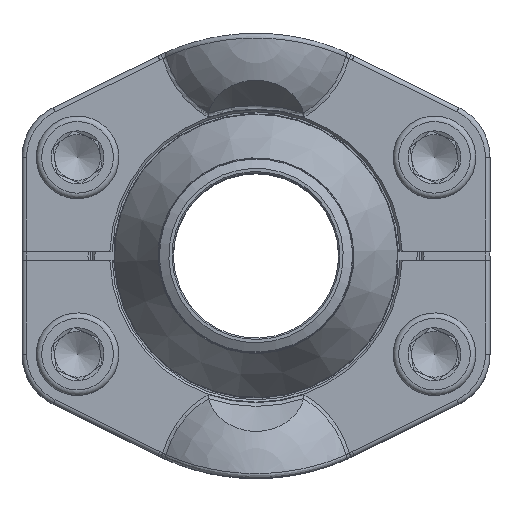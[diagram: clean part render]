
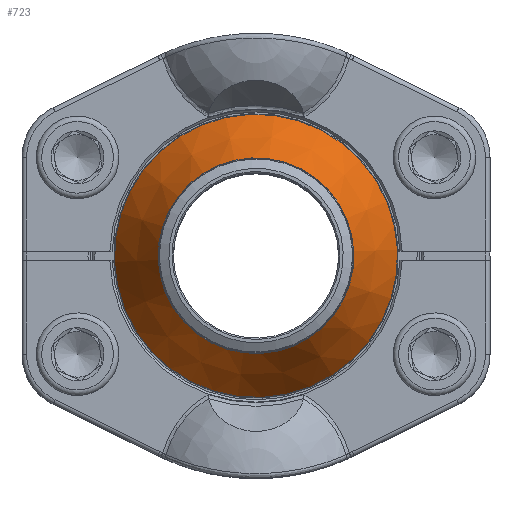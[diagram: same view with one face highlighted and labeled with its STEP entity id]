
A CAD part, top view. The second image highlights one B-rep face of the part: STEP entity #723.
In plain terms, the highlighted conical face has half-angle 29.962 degrees and reference radius 31 mm.
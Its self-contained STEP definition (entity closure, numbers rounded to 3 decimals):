
#319=CONICAL_SURFACE('',#3374,31.,29.962);
#471=FACE_BOUND('',#1141,.T.);
#472=FACE_BOUND('',#1142,.T.);
#723=ADVANCED_FACE('',(#471,#472),#319,.T.);
#1141=EDGE_LOOP('',(#1837));
#1142=EDGE_LOOP('',(#1838));
#1448=CIRCLE('',#3372,21.334);
#1449=CIRCLE('',#3373,30.866);
#1837=ORIENTED_EDGE('',*,*,#2789,.T.);
#1838=ORIENTED_EDGE('',*,*,#2790,.T.);
#2483=VERTEX_POINT('',#5123);
#2484=VERTEX_POINT('',#5125);
#2789=EDGE_CURVE('',#2483,#2483,#1448,.T.);
#2790=EDGE_CURVE('',#2484,#2484,#1449,.T.);
#3372=AXIS2_PLACEMENT_3D('',#5122,#3972,#3973);
#3373=AXIS2_PLACEMENT_3D('',#5124,#3974,#3975);
#3374=AXIS2_PLACEMENT_3D('',#5126,#3976,#3977);
#3972=DIRECTION('',(-1.,0.,0.));
#3973=DIRECTION('',(0.,0.,1.));
#3974=DIRECTION('',(1.,0.,0.));
#3975=DIRECTION('',(0.,0.,-1.));
#3976=DIRECTION('',(-1.,0.,0.));
#3977=DIRECTION('',(0.,0.,1.));
#5122=CARTESIAN_POINT('',(33.768,0.,0.));
#5123=CARTESIAN_POINT('',(33.768,0.,21.334));
#5124=CARTESIAN_POINT('',(17.232,0.,0.));
#5125=CARTESIAN_POINT('',(17.232,0.,-30.866));
#5126=CARTESIAN_POINT('',(17.,0.,0.));
